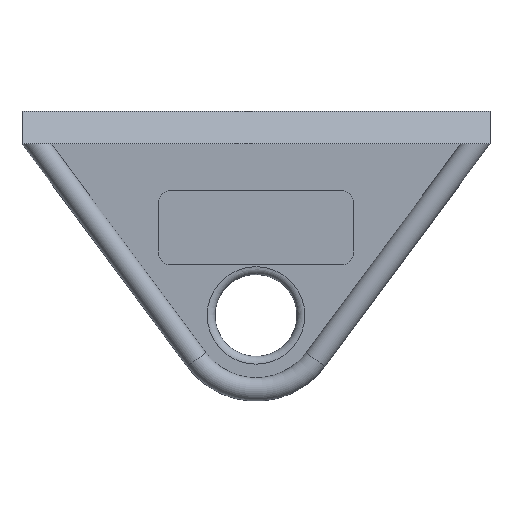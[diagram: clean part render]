
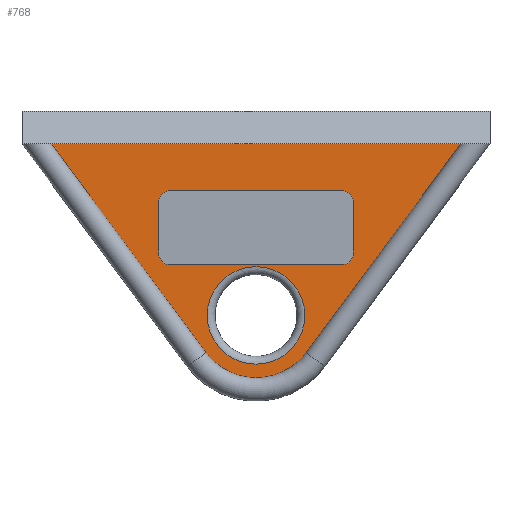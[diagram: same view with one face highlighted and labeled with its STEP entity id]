
A CAD part, top view. The second image highlights one B-rep face of the part: STEP entity #768.
In plain terms, the highlighted planar face has unit normal (0, 0, 1).
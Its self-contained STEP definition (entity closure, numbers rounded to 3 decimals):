
#19=FACE_BOUND('',#259,.T.);
#20=FACE_BOUND('',#260,.T.);
#23=PLANE('',#845);
#49=LINE('',#1196,#122);
#50=LINE('',#1198,#123);
#51=LINE('',#1201,#124);
#52=LINE('',#1206,#125);
#53=LINE('',#1210,#126);
#54=LINE('',#1214,#127);
#55=LINE('',#1217,#128);
#122=VECTOR('',#952,1000.);
#123=VECTOR('',#953,1000.);
#124=VECTOR('',#956,1000.);
#125=VECTOR('',#959,1000.);
#126=VECTOR('',#962,1000.);
#127=VECTOR('',#965,1000.);
#128=VECTOR('',#968,1000.);
#213=FACE_OUTER_BOUND('',#258,.T.);
#258=EDGE_LOOP('',(#553,#554,#555,#556));
#259=EDGE_LOOP('',(#557,#558));
#260=EDGE_LOOP('',(#559,#560,#561,#562,#563,#564,#565,#566));
#314=CIRCLE('',#842,6.25);
#315=CIRCLE('',#843,6.25);
#316=CIRCLE('',#846,8.);
#317=CIRCLE('',#847,1.5);
#318=CIRCLE('',#848,1.5);
#319=CIRCLE('',#849,1.5);
#320=CIRCLE('',#850,1.5);
#350=VERTEX_POINT('',#1186);
#351=VERTEX_POINT('',#1188);
#352=VERTEX_POINT('',#1194);
#353=VERTEX_POINT('',#1195);
#354=VERTEX_POINT('',#1197);
#355=VERTEX_POINT('',#1199);
#356=VERTEX_POINT('',#1202);
#357=VERTEX_POINT('',#1203);
#358=VERTEX_POINT('',#1205);
#359=VERTEX_POINT('',#1207);
#360=VERTEX_POINT('',#1209);
#361=VERTEX_POINT('',#1211);
#362=VERTEX_POINT('',#1213);
#363=VERTEX_POINT('',#1215);
#426=EDGE_CURVE('',#351,#350,#314,.T.);
#427=EDGE_CURVE('',#350,#351,#315,.T.);
#429=EDGE_CURVE('',#352,#353,#49,.T.);
#430=EDGE_CURVE('',#353,#354,#50,.T.);
#431=EDGE_CURVE('',#354,#355,#316,.T.);
#432=EDGE_CURVE('',#355,#352,#51,.T.);
#433=EDGE_CURVE('',#356,#357,#317,.T.);
#434=EDGE_CURVE('',#358,#356,#52,.T.);
#435=EDGE_CURVE('',#359,#358,#318,.T.);
#436=EDGE_CURVE('',#360,#359,#53,.T.);
#437=EDGE_CURVE('',#361,#360,#319,.T.);
#438=EDGE_CURVE('',#362,#361,#54,.T.);
#439=EDGE_CURVE('',#363,#362,#320,.T.);
#440=EDGE_CURVE('',#357,#363,#55,.T.);
#553=ORIENTED_EDGE('',*,*,#429,.T.);
#554=ORIENTED_EDGE('',*,*,#430,.T.);
#555=ORIENTED_EDGE('',*,*,#431,.T.);
#556=ORIENTED_EDGE('',*,*,#432,.T.);
#557=ORIENTED_EDGE('',*,*,#426,.T.);
#558=ORIENTED_EDGE('',*,*,#427,.T.);
#559=ORIENTED_EDGE('',*,*,#433,.F.);
#560=ORIENTED_EDGE('',*,*,#434,.F.);
#561=ORIENTED_EDGE('',*,*,#435,.F.);
#562=ORIENTED_EDGE('',*,*,#436,.F.);
#563=ORIENTED_EDGE('',*,*,#437,.F.);
#564=ORIENTED_EDGE('',*,*,#438,.F.);
#565=ORIENTED_EDGE('',*,*,#439,.F.);
#566=ORIENTED_EDGE('',*,*,#440,.F.);
#768=ADVANCED_FACE('',(#213,#19,#20),#23,.T.);
#842=AXIS2_PLACEMENT_3D('',#1189,#943,#944);
#843=AXIS2_PLACEMENT_3D('',#1190,#945,#946);
#845=AXIS2_PLACEMENT_3D('',#1193,#950,#951);
#846=AXIS2_PLACEMENT_3D('',#1200,#954,#955);
#847=AXIS2_PLACEMENT_3D('',#1204,#957,#958);
#848=AXIS2_PLACEMENT_3D('',#1208,#960,#961);
#849=AXIS2_PLACEMENT_3D('',#1212,#963,#964);
#850=AXIS2_PLACEMENT_3D('',#1216,#966,#967);
#943=DIRECTION('center_axis',(0.,0.,-1.));
#944=DIRECTION('ref_axis',(1.,0.,0.));
#945=DIRECTION('center_axis',(0.,0.,-1.));
#946=DIRECTION('ref_axis',(1.,0.,0.));
#950=DIRECTION('center_axis',(0.,0.,1.));
#951=DIRECTION('ref_axis',(1.,0.,0.));
#952=DIRECTION('',(-1.,0.,0.));
#953=DIRECTION('',(0.595,-0.803,0.));
#954=DIRECTION('center_axis',(0.,0.,1.));
#955=DIRECTION('ref_axis',(1.,0.,0.));
#956=DIRECTION('',(0.595,0.803,0.));
#957=DIRECTION('center_axis',(0.,0.,1.));
#958=DIRECTION('ref_axis',(-1.,0.,0.));
#959=DIRECTION('',(0.,-1.,0.));
#960=DIRECTION('center_axis',(0.,0.,1.));
#961=DIRECTION('ref_axis',(-1.,0.,0.));
#962=DIRECTION('',(-1.,0.,0.));
#963=DIRECTION('center_axis',(0.,0.,1.));
#964=DIRECTION('ref_axis',(-1.,0.,0.));
#965=DIRECTION('',(0.,1.,0.));
#966=DIRECTION('center_axis',(0.,0.,1.));
#967=DIRECTION('ref_axis',(-1.,0.,0.));
#968=DIRECTION('',(1.,0.,0.));
#1186=CARTESIAN_POINT('',(-6.25,0.,1.5));
#1188=CARTESIAN_POINT('',(6.25,0.,1.5));
#1189=CARTESIAN_POINT('Origin',(0.,0.,1.5));
#1190=CARTESIAN_POINT('Origin',(0.,0.,1.5));
#1193=CARTESIAN_POINT('Origin',(0.,0.,1.5));
#1194=CARTESIAN_POINT('',(26.266,22.,1.5));
#1195=CARTESIAN_POINT('',(-26.266,22.,1.5));
#1196=CARTESIAN_POINT('',(-30.,22.,1.5));
#1197=CARTESIAN_POINT('',(-6.427,-4.764,1.5));
#1198=CARTESIAN_POINT('',(-6.427,-4.764,1.5));
#1199=CARTESIAN_POINT('',(6.427,-4.764,1.5));
#1200=CARTESIAN_POINT('Origin',(0.,0.,
1.5));
#1201=CARTESIAN_POINT('',(6.427,-4.764,1.5));
#1202=CARTESIAN_POINT('',(-12.5,8.,1.5));
#1203=CARTESIAN_POINT('',(-11.,6.5,1.5));
#1204=CARTESIAN_POINT('Origin',(-11.,8.,1.5));
#1205=CARTESIAN_POINT('',(-12.5,14.5,1.5));
#1206=CARTESIAN_POINT('',(-12.5,14.5,1.5));
#1207=CARTESIAN_POINT('',(-11.,16.,1.5));
#1208=CARTESIAN_POINT('Origin',(-11.,14.5,1.5));
#1209=CARTESIAN_POINT('',(11.,16.,1.5));
#1210=CARTESIAN_POINT('',(-11.,16.,1.5));
#1211=CARTESIAN_POINT('',(12.5,14.5,1.5));
#1212=CARTESIAN_POINT('Origin',(11.,14.5,1.5));
#1213=CARTESIAN_POINT('',(12.5,8.,1.5));
#1214=CARTESIAN_POINT('',(12.5,14.5,1.5));
#1215=CARTESIAN_POINT('',(11.,6.5,1.5));
#1216=CARTESIAN_POINT('Origin',(11.,8.,1.5));
#1217=CARTESIAN_POINT('',(-11.,6.5,1.5));
